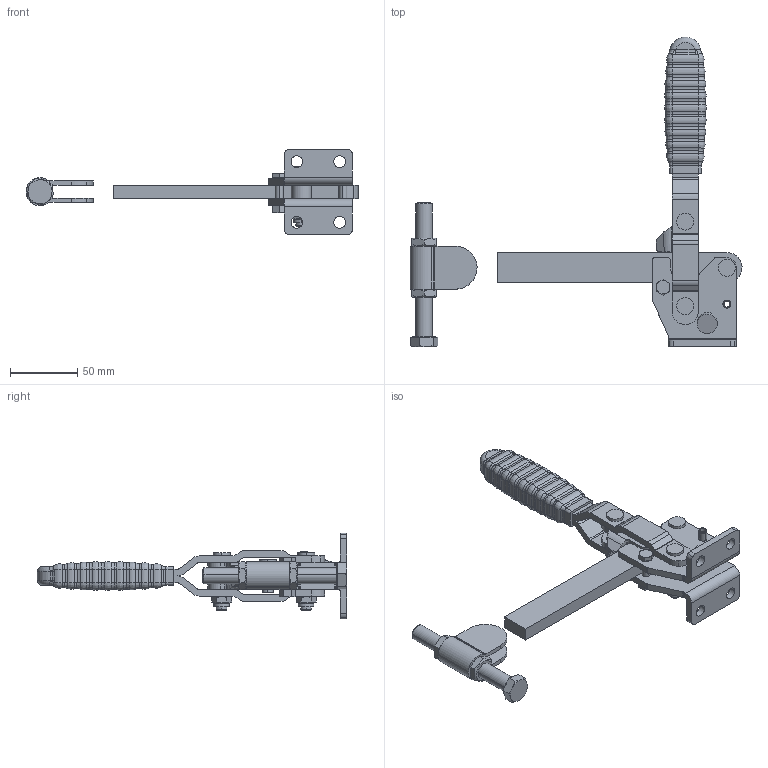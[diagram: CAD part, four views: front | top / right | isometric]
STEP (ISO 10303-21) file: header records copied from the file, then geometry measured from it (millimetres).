
FILE_DESCRIPTION((''),'2;1');
FILE_NAME('MG87B.stp','2009-11-06T11:31:17',('David'),(''),'Autodesk Inventor 8','Autodesk Inventor 8','');
FILE_SCHEMA(('AUTOMOTIVE_DESIGN { 1 0 10303 214 1 1 1 1 }'));
Length unit declared in the file: millimetre
Products named in the file (7): MG87B; MG87 SIDEPLATE ASSEMBLY; MG87 HANDLE ASSEMBLY; MG87 BAR ASSEMBLY; MG87 LINK ASSEMBLY; MG87 SPINDLE HOLDER ASSEMBLY; ISO 4017  (Regular Thread) M12 x 100
Assembly tree (6 placements, depth 2):
  MG87B
    MG87 SIDEPLATE ASSEMBLY
    MG87 HANDLE ASSEMBLY
    MG87 BAR ASSEMBLY
    MG87 LINK ASSEMBLY
    MG87 SPINDLE HOLDER ASSEMBLY
    ISO 4017  (Regular Thread) M12 x 100
Bounding box: 247.48 x 230.73 x 64 mm (x, y, z)
Volume: 200858.3 mm3; surface area: 79980.7 mm2
Topology: 6 solids, 88 shells, 1066 faces, 2385 edges, 1517 vertices
Faces by surface type: plane 465, cylinder 324, bspline 219, cone 56, torus 2
Entity records: 33984 total; most frequent: CARTESIAN_POINT 10320, DIRECTION 5021, ORIENTED_EDGE 4770, EDGE_CURVE 2385, AXIS2_PLACEMENT_3D 1888, VERTEX_POINT 1517, VECTOR 1245, LINE 1245
